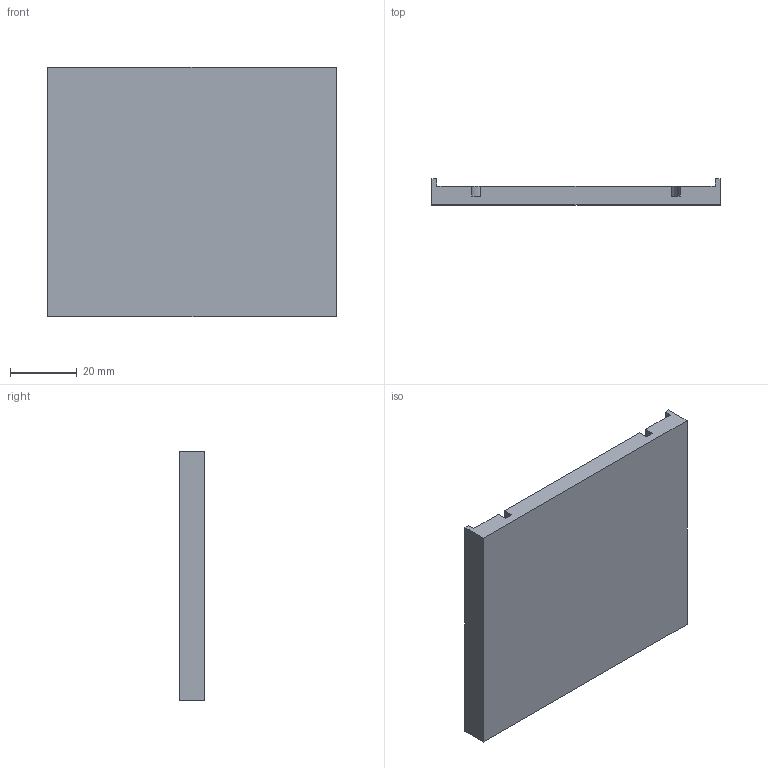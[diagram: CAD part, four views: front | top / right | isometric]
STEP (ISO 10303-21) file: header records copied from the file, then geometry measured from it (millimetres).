
FILE_DESCRIPTION (( 'STEP AP203' ), '1' );
FILE_NAME ('flow heat cell.STEP', '2022-09-13T17:32:42', ( '砐錪賧瘔蠈錪 Windows' ), ( '' ), 'SwSTEP 2.0', 'SolidWorks 2020', '' );
FILE_SCHEMA (( 'CONFIG_CONTROL_DESIGN' ));
Length unit declared in the file: millimetre
Products named in the file (1): flow heat cell
Bounding box: 86.6 x 7.8 x 75 mm (x, y, z)
Volume: 28705 mm3; surface area: 19793.8 mm2
Topology: 1 solids, 1 shells, 56 faces, 162 edges, 108 vertices
Faces by surface type: plane 40, cylinder 16
Entity records: 1915 total; most frequent: CARTESIAN_POINT 327, ORIENTED_EDGE 324, DIRECTION 308, EDGE_CURVE 162, LINE 130, VECTOR 130, VERTEX_POINT 108, AXIS2_PLACEMENT_3D 89
